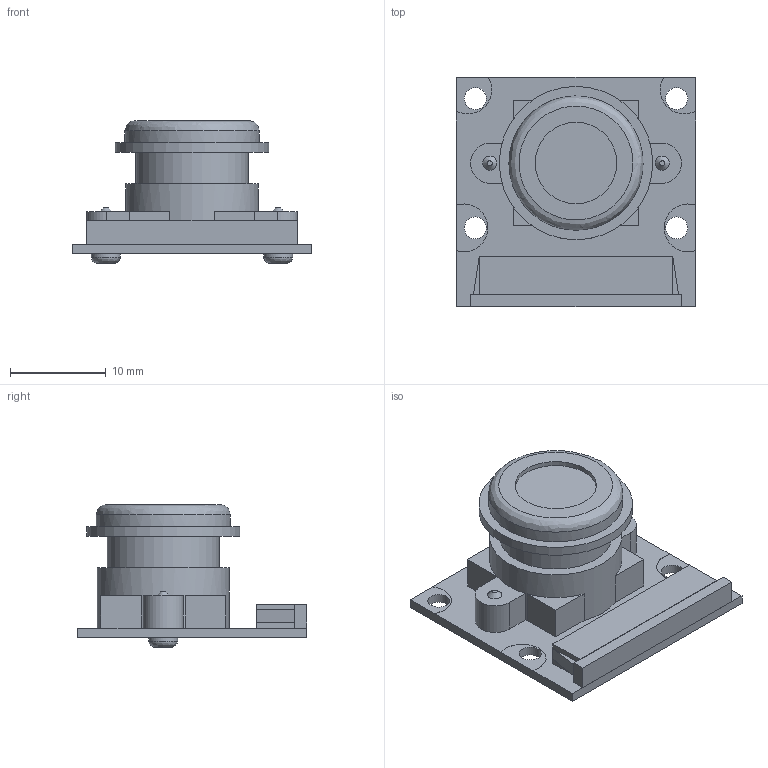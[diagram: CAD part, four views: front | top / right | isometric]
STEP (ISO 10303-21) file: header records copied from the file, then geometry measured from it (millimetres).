
FILE_DESCRIPTION(/* description */ (''),/* implementation_level */ '2;1');
FILE_NAME(/* name */ 'NoIR Wide Angle Camera v2.step',/* time_stamp */ '2022-12-02T20:15:26+01:00',/* author */ (''),/* organization */ (''),/* preprocessor_version */ 'ST-DEVELOPER v19.2',/* originating_system */ 'Autodesk Translation Framework v11.17.0.187',/* authorisation */ '');
FILE_SCHEMA (('AUTOMOTIVE_DESIGN { 1 0 10303 214 3 1 1 }'));
Length unit declared in the file: millimetre
Products named in the file (4): NoIR Wide Angle Camera; Connector Clip; Screw; Screw(Mirror)
Assembly tree (3 placements, depth 2):
  NoIR Wide Angle Camera
    Connector Clip
    Screw
    Screw(Mirror)
Bounding box: 25 x 24 x 14.9 mm (x, y, z)
Volume: 2876.8 mm3; surface area: 2912.2 mm2
Topology: 6 solids, 6 shells, 86 faces, 193 edges, 127 vertices
Faces by surface type: plane 60, cylinder 21, bspline 3, cone 2
Full cylindrical faces by diameter (mm): 1.5 x4, 2.3 x4, 3 x2, 8.5 x1, 11.7 x1, 13.8 x1, 14 x1, 16 x1
Entity records: 2958 total; most frequent: CARTESIAN_POINT 835, DIRECTION 417, ORIENTED_EDGE 386, EDGE_CURVE 193, AXIS2_PLACEMENT_3D 143, LINE 131, VECTOR 131, VERTEX_POINT 127
